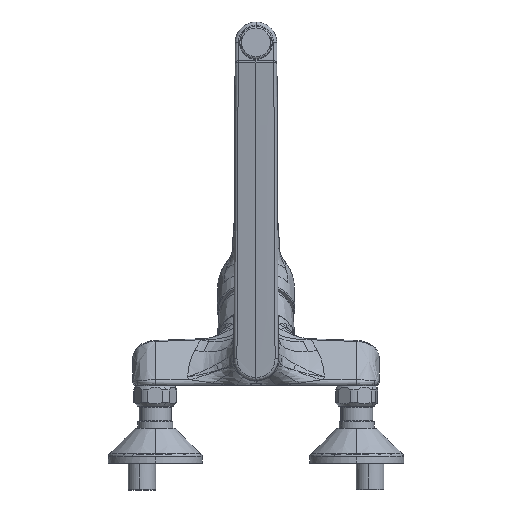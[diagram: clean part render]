
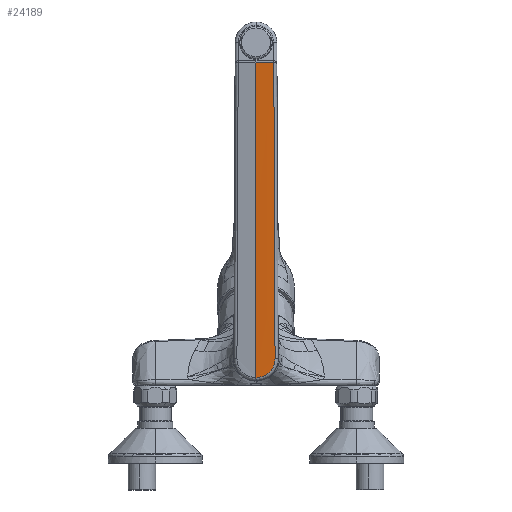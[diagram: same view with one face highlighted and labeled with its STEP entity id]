
A CAD part, front view. The second image highlights one B-rep face of the part: STEP entity #24189.
In plain terms, the highlighted free-form (B-spline) face has degree [5, 5] with [6, 6] control points.
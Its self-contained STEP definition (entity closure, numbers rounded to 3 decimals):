
#389 = CARTESIAN_POINT ( 'NONE',  ( 13.821, -78.212, 118.141 ) ) ;
#2818 = CARTESIAN_POINT ( 'NONE',  ( 14.193, -65.784, 29.806 ) ) ;
#2967 = CARTESIAN_POINT ( 'NONE',  ( 12.501, -64.658, 20.956 ) ) ;
#3150 = CARTESIAN_POINT ( 'NONE',  ( 3.145, -77.348, 108.572 ) ) ;
#3314 = CARTESIAN_POINT ( 'NONE',  ( 6.29, -90.995, 206.131 ) ) ;
#3992 = CARTESIAN_POINT ( 'NONE',  ( 13.479, -90.638, 206.476 ) ) ;
#5845 = ORIENTED_EDGE ( 'NONE', *, *, #32876, .F. ) ;
#6356 = CARTESIAN_POINT ( 'NONE',  ( 13.271, -96.853, 250.642 ) ) ;
#6557 = CARTESIAN_POINT ( 'NONE',  ( 4.472, -64.297, 15.71 ) ) ;
#6586 = CARTESIAN_POINT ( 'NONE',  ( 6.289, -63.579, 11.031 ) ) ;
#6736 = CARTESIAN_POINT ( 'NONE',  ( 9.432, -77.166, 108.598 ) ) ;
#6820 = ORIENTED_EDGE ( 'NONE', *, *, #15065, .F. ) ;
#6892 = CARTESIAN_POINT ( 'NONE',  ( 12.572, -90.682, 206.175 ) ) ;
#7349 = ORIENTED_EDGE ( 'NONE', *, *, #32349, .T. ) ;
#7403 = CARTESIAN_POINT ( 'NONE',  ( 14.193, -65.784, 29.806 ) ) ;
#8193 = ORIENTED_EDGE ( 'NONE', *, *, #23807, .T. ) ;
#8767 = CARTESIAN_POINT ( 'NONE',  ( 4.466, -97.312, 250.619 ) ) ;
#9221 = VERTEX_POINT ( 'NONE', #25805 ) ;
#10169 = CARTESIAN_POINT ( 'NONE',  ( 12.571, -63.284, 11.072 ) ) ;
#10322 = CARTESIAN_POINT ( 'NONE',  ( 15.707, -76.741, 108.658 ) ) ;
#10491 = CARTESIAN_POINT ( 'NONE',  ( 0., -97.913, 254.897 ) ) ;
#12796 = CARTESIAN_POINT ( 'NONE',  ( 14.193, -65.784, 29.806 ) ) ;
#13762 = CARTESIAN_POINT ( 'NONE',  ( 0., -70.493, 59.797 ) ) ;
#13919 = CARTESIAN_POINT ( 'NONE',  ( 3.145, -84.203, 157.347 ) ) ;
#14063 = CARTESIAN_POINT ( 'NONE',  ( 6.29, -97.849, 254.906 ) ) ;
#14078 = LINE ( 'NONE', #30118, #30290 ) ;
#15065 = EDGE_CURVE ( 'NONE', #19006, #9221, #14078, .T. ) ;
#17279 = CARTESIAN_POINT ( 'NONE',  ( 6.289, -70.433, 59.806 ) ) ;
#17428 = CARTESIAN_POINT ( 'NONE',  ( 9.432, -84.018, 157.373 ) ) ;
#17582 = CARTESIAN_POINT ( 'NONE',  ( 12.573, -97.531, 254.951 ) ) ;
#19006 = VERTEX_POINT ( 'NONE', #32406 ) ;
#19265 = CARTESIAN_POINT ( 'NONE',  ( 8.893, -97.156, 250.627 ) ) ;
#20771 = B_SPLINE_SURFACE_WITH_KNOTS ( 'NONE', 5, 5, ( 
 ( #34275, #27511, #6586, #30989, #10169, #34424 ),
 ( #13762, #37814, #17279, #41243, #20780, #44633 ),
 ( #24236, #3150, #27662, #6736, #31133, #10322 ),
 ( #34571, #13919, #37963, #17428, #41379, #20935 ),
 ( #44783, #24388, #3314, #27815, #6892, #31282 ),
 ( #10491, #34721, #14063, #38117, #17582, #41524 ) ),
 .UNSPECIFIED., .F., .F., .F.,
 ( 6, 6 ),
 ( 6, 6 ),
 ( 0., 246.271 ),
 ( 0., 15.726 ),
 .UNSPECIFIED. ) ;
#20780 = CARTESIAN_POINT ( 'NONE',  ( 12.572, -70.134, 59.848 ) ) ;
#20935 = CARTESIAN_POINT ( 'NONE',  ( 15.707, -83.587, 157.434 ) ) ;
#22550 = VERTEX_POINT ( 'NONE', #12796 ) ;
#23807 = EDGE_CURVE ( 'NONE', #22550, #36826, #36109, .T. ) ;
#24189 = ADVANCED_FACE ( 'NONE', ( #44401 ), #20771, .F. ) ;
#24236 = CARTESIAN_POINT ( 'NONE',  ( 0., -77.348, 108.572 ) ) ;
#24388 = CARTESIAN_POINT ( 'NONE',  ( 3.145, -91.058, 206.122 ) ) ;
#25051 = CARTESIAN_POINT ( 'NONE',  ( 13.635, -84.426, 162.308 ) ) ;
#25805 = CARTESIAN_POINT ( 'NONE',  ( 0., -97.312, 250.619 ) ) ;
#27093 = B_SPLINE_CURVE_WITH_KNOTS ( 'NONE', 5,
 ( #2818, #37641, #2967, #27491, #6557, #30965 ),
 .UNSPECIFIED., .F., .F.,
 ( 6, 6 ),
 ( 0., 1. ),
 .UNSPECIFIED. ) ;
#27491 = CARTESIAN_POINT ( 'NONE',  ( 8.943, -64.42, 17.436 ) ) ;
#27511 = CARTESIAN_POINT ( 'NONE',  ( 3.144, -63.638, 11.022 ) ) ;
#27662 = CARTESIAN_POINT ( 'NONE',  ( 6.289, -77.287, 108.581 ) ) ;
#27815 = CARTESIAN_POINT ( 'NONE',  ( 9.433, -90.87, 206.149 ) ) ;
#28477 = CARTESIAN_POINT ( 'NONE',  ( 13.271, -96.853, 250.642 ) ) ;
#30118 = CARTESIAN_POINT ( 'NONE',  ( 0., -80.804, 133.163 ) ) ;
#30290 = VECTOR ( 'NONE', #33569, 1000. ) ;
#30965 = CARTESIAN_POINT ( 'NONE',  ( 0., -64.297, 15.707 ) ) ;
#30989 = CARTESIAN_POINT ( 'NONE',  ( 9.431, -63.461, 11.047 ) ) ;
#31133 = CARTESIAN_POINT ( 'NONE',  ( 12.572, -76.984, 108.624 ) ) ;
#31282 = CARTESIAN_POINT ( 'NONE',  ( 15.707, -90.432, 206.21 ) ) ;
#32349 = EDGE_CURVE ( 'NONE', #36826, #9221, #42522, .T. ) ;
#32406 = CARTESIAN_POINT ( 'NONE',  ( 0., -64.297, 15.707 ) ) ;
#32876 = EDGE_CURVE ( 'NONE', #22550, #19006, #27093, .T. ) ;
#33081 = CARTESIAN_POINT ( 'NONE',  ( 0., -97.312, 250.619 ) ) ;
#33569 = DIRECTION ( 'NONE',  ( 0., -0.139, 0.99 ) ) ;
#34275 = CARTESIAN_POINT ( 'NONE',  ( 0., -63.638, 11.022 ) ) ;
#34424 = CARTESIAN_POINT ( 'NONE',  ( 15.707, -63.048, 11.105 ) ) ;
#34571 = CARTESIAN_POINT ( 'NONE',  ( 0., -84.203, 157.347 ) ) ;
#34721 = CARTESIAN_POINT ( 'NONE',  ( 3.145, -97.913, 254.897 ) ) ;
#35195 = CARTESIAN_POINT ( 'NONE',  ( 14.007, -71.998, 73.974 ) ) ;
#36109 = B_SPLINE_CURVE_WITH_KNOTS ( 'NONE', 5,
 ( #7403, #35195, #389, #25051, #3992, #28477 ),
 .UNSPECIFIED., .F., .F.,
 ( 6, 6 ),
 ( 0.017, 223.03 ),
 .UNSPECIFIED. ) ;
#36826 = VERTEX_POINT ( 'NONE', #6356 ) ;
#37641 = CARTESIAN_POINT ( 'NONE',  ( 14.215, -65.165, 25.404 ) ) ;
#37814 = CARTESIAN_POINT ( 'NONE',  ( 3.144, -70.493, 59.797 ) ) ;
#37963 = CARTESIAN_POINT ( 'NONE',  ( 6.289, -84.141, 157.356 ) ) ;
#38117 = CARTESIAN_POINT ( 'NONE',  ( 9.433, -97.722, 254.924 ) ) ;
#39657 = EDGE_LOOP ( 'NONE', ( #8193, #7349, #6820, #5845 ) ) ;
#41243 = CARTESIAN_POINT ( 'NONE',  ( 9.432, -70.314, 59.823 ) ) ;
#41379 = CARTESIAN_POINT ( 'NONE',  ( 12.572, -83.833, 157.399 ) ) ;
#41524 = CARTESIAN_POINT ( 'NONE',  ( 15.707, -97.277, 254.986 ) ) ;
#42522 = B_SPLINE_CURVE_WITH_KNOTS ( 'NONE', 3,
 ( #43153, #19265, #8767, #33081 ),
 .UNSPECIFIED., .F., .F.,
 ( 4, 4 ),
 ( 0., 1. ),
 .UNSPECIFIED. ) ;
#43153 = CARTESIAN_POINT ( 'NONE',  ( 13.271, -96.853, 250.642 ) ) ;
#44401 = FACE_OUTER_BOUND ( 'NONE', #39657, .T. ) ;
#44633 = CARTESIAN_POINT ( 'NONE',  ( 15.707, -69.894, 59.882 ) ) ;
#44783 = CARTESIAN_POINT ( 'NONE',  ( 0., -91.058, 206.122 ) ) ;
